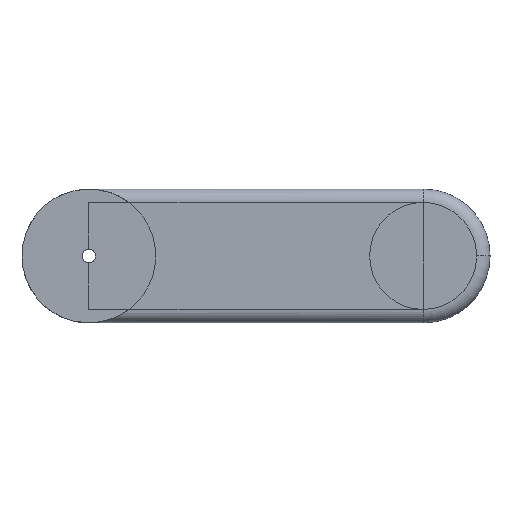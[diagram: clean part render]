
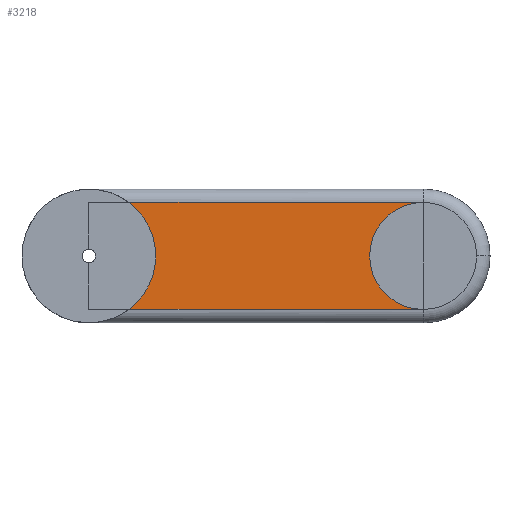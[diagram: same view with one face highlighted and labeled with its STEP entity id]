
A CAD part, top view. The second image highlights one B-rep face of the part: STEP entity #3218.
In plain terms, the highlighted planar face has unit normal (0, 0, 1).
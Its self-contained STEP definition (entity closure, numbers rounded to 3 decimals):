
#992 = VERTEX_POINT('',#993);
#993 = CARTESIAN_POINT('',(324.,-32.,136.));
#1053 = CYLINDRICAL_SURFACE('',#1054,8.);
#1054 = AXIS2_PLACEMENT_3D('',#1055,#1056,#1057);
#1055 = CARTESIAN_POINT('',(300.,-32.,128.));
#1056 = DIRECTION('',(1.,0.,0.));
#1057 = DIRECTION('',(0.,-1.,0.));
#1089 = VERTEX_POINT('',#1090);
#1090 = CARTESIAN_POINT('',(324.,32.,136.));
#1179 = CYLINDRICAL_SURFACE('',#1180,8.);
#1180 = AXIS2_PLACEMENT_3D('',#1181,#1182,#1183);
#1181 = CARTESIAN_POINT('',(300.,32.,128.));
#1182 = DIRECTION('',(1.,0.,0.));
#1183 = DIRECTION('',(0.,1.,0.));
#2356 = EDGE_CURVE('',#1089,#2357,#2359,.T.);
#2357 = VERTEX_POINT('',#2358);
#2358 = CARTESIAN_POINT('',(500.,32.,136.));
#2359 = SURFACE_CURVE('',#2360,(#2364,#2371),.PCURVE_S1.);
#2360 = LINE('',#2361,#2362);
#2361 = CARTESIAN_POINT('',(300.,32.,136.));
#2362 = VECTOR('',#2363,1.);
#2363 = DIRECTION('',(1.,0.,0.));
#2364 = PCURVE('',#1179,#2365);
#2365 = DEFINITIONAL_REPRESENTATION('',(#2366),#2370);
#2366 = LINE('',#2367,#2368);
#2367 = CARTESIAN_POINT('',(1.571,0.));
#2368 = VECTOR('',#2369,1.);
#2369 = DIRECTION('',(0.,1.));
#2370 = ( GEOMETRIC_REPRESENTATION_CONTEXT(2) 
PARAMETRIC_REPRESENTATION_CONTEXT() REPRESENTATION_CONTEXT('2D SPACE',''
  ) );
#2371 = PCURVE('',#2372,#2377);
#2372 = PLANE('',#2373);
#2373 = AXIS2_PLACEMENT_3D('',#2374,#2375,#2376);
#2374 = CARTESIAN_POINT('',(300.,-40.,136.));
#2375 = DIRECTION('',(0.,0.,1.));
#2376 = DIRECTION('',(1.,0.,0.));
#2377 = DEFINITIONAL_REPRESENTATION('',(#2378),#2382);
#2378 = LINE('',#2379,#2380);
#2379 = CARTESIAN_POINT('',(0.,72.));
#2380 = VECTOR('',#2381,1.);
#2381 = DIRECTION('',(1.,0.));
#2382 = ( GEOMETRIC_REPRESENTATION_CONTEXT(2) 
PARAMETRIC_REPRESENTATION_CONTEXT() REPRESENTATION_CONTEXT('2D SPACE',''
  ) );
#2432 = PLANE('',#2433);
#2433 = AXIS2_PLACEMENT_3D('',#2434,#2435,#2436);
#2434 = CARTESIAN_POINT('',(300.,0.,136.));
#2435 = DIRECTION('',(0.,0.,1.));
#2436 = DIRECTION('',(1.,0.,0.));
#2566 = EDGE_CURVE('',#992,#2567,#2569,.T.);
#2567 = VERTEX_POINT('',#2568);
#2568 = CARTESIAN_POINT('',(500.,-32.,136.));
#2569 = SURFACE_CURVE('',#2570,(#2574,#2581),.PCURVE_S1.);
#2570 = LINE('',#2571,#2572);
#2571 = CARTESIAN_POINT('',(300.,-32.,136.));
#2572 = VECTOR('',#2573,1.);
#2573 = DIRECTION('',(1.,0.,0.));
#2574 = PCURVE('',#1053,#2575);
#2575 = DEFINITIONAL_REPRESENTATION('',(#2576),#2580);
#2576 = LINE('',#2577,#2578);
#2577 = CARTESIAN_POINT('',(-1.571,0.));
#2578 = VECTOR('',#2579,1.);
#2579 = DIRECTION('',(-0.,1.));
#2580 = ( GEOMETRIC_REPRESENTATION_CONTEXT(2) 
PARAMETRIC_REPRESENTATION_CONTEXT() REPRESENTATION_CONTEXT('2D SPACE',''
  ) );
#2581 = PCURVE('',#2372,#2582);
#2582 = DEFINITIONAL_REPRESENTATION('',(#2583),#2587);
#2583 = LINE('',#2584,#2585);
#2584 = CARTESIAN_POINT('',(0.,8.));
#2585 = VECTOR('',#2586,1.);
#2586 = DIRECTION('',(1.,0.));
#2587 = ( GEOMETRIC_REPRESENTATION_CONTEXT(2) 
PARAMETRIC_REPRESENTATION_CONTEXT() REPRESENTATION_CONTEXT('2D SPACE',''
  ) );
#3218 = ADVANCED_FACE('',(#3219),#2372,.T.);
#3219 = FACE_BOUND('',#3220,.T.);
#3220 = EDGE_LOOP('',(#3221,#3245,#3246,#3273,#3274));
#3221 = ORIENTED_EDGE('',*,*,#3222,.F.);
#3222 = EDGE_CURVE('',#992,#3223,#3225,.T.);
#3223 = VERTEX_POINT('',#3224);
#3224 = CARTESIAN_POINT('',(340.,0.,136.));
#3225 = SURFACE_CURVE('',#3226,(#3231,#3238),.PCURVE_S1.);
#3226 = CIRCLE('',#3227,40.);
#3227 = AXIS2_PLACEMENT_3D('',#3228,#3229,#3230);
#3228 = CARTESIAN_POINT('',(300.,0.,136.));
#3229 = DIRECTION('',(0.,0.,1.));
#3230 = DIRECTION('',(1.,0.,0.));
#3231 = PCURVE('',#2372,#3232);
#3232 = DEFINITIONAL_REPRESENTATION('',(#3233),#3237);
#3233 = CIRCLE('',#3234,40.);
#3234 = AXIS2_PLACEMENT_2D('',#3235,#3236);
#3235 = CARTESIAN_POINT('',(0.,40.));
#3236 = DIRECTION('',(1.,0.));
#3237 = ( GEOMETRIC_REPRESENTATION_CONTEXT(2) 
PARAMETRIC_REPRESENTATION_CONTEXT() REPRESENTATION_CONTEXT('2D SPACE',''
  ) );
#3238 = PCURVE('',#2432,#3239);
#3239 = DEFINITIONAL_REPRESENTATION('',(#3240),#3244);
#3240 = CIRCLE('',#3241,40.);
#3241 = AXIS2_PLACEMENT_2D('',#3242,#3243);
#3242 = CARTESIAN_POINT('',(0.,0.));
#3243 = DIRECTION('',(1.,0.));
#3244 = ( GEOMETRIC_REPRESENTATION_CONTEXT(2) 
PARAMETRIC_REPRESENTATION_CONTEXT() REPRESENTATION_CONTEXT('2D SPACE',''
  ) );
#3245 = ORIENTED_EDGE('',*,*,#2566,.T.);
#3246 = ORIENTED_EDGE('',*,*,#3247,.F.);
#3247 = EDGE_CURVE('',#2357,#2567,#3248,.T.);
#3248 = SURFACE_CURVE('',#3249,(#3254,#3261),.PCURVE_S1.);
#3249 = CIRCLE('',#3250,32.);
#3250 = AXIS2_PLACEMENT_3D('',#3251,#3252,#3253);
#3251 = CARTESIAN_POINT('',(500.,0.,136.));
#3252 = DIRECTION('',(0.,0.,1.));
#3253 = DIRECTION('',(1.,0.,0.));
#3254 = PCURVE('',#2372,#3255);
#3255 = DEFINITIONAL_REPRESENTATION('',(#3256),#3260);
#3256 = CIRCLE('',#3257,32.);
#3257 = AXIS2_PLACEMENT_2D('',#3258,#3259);
#3258 = CARTESIAN_POINT('',(200.,40.));
#3259 = DIRECTION('',(1.,0.));
#3260 = ( GEOMETRIC_REPRESENTATION_CONTEXT(2) 
PARAMETRIC_REPRESENTATION_CONTEXT() REPRESENTATION_CONTEXT('2D SPACE',''
  ) );
#3261 = PCURVE('',#3262,#3267);
#3262 = PLANE('',#3263);
#3263 = AXIS2_PLACEMENT_3D('',#3264,#3265,#3266);
#3264 = CARTESIAN_POINT('',(300.,-40.,136.));
#3265 = DIRECTION('',(0.,0.,1.));
#3266 = DIRECTION('',(1.,0.,0.));
#3267 = DEFINITIONAL_REPRESENTATION('',(#3268),#3272);
#3268 = CIRCLE('',#3269,32.);
#3269 = AXIS2_PLACEMENT_2D('',#3270,#3271);
#3270 = CARTESIAN_POINT('',(200.,40.));
#3271 = DIRECTION('',(1.,0.));
#3272 = ( GEOMETRIC_REPRESENTATION_CONTEXT(2) 
PARAMETRIC_REPRESENTATION_CONTEXT() REPRESENTATION_CONTEXT('2D SPACE',''
  ) );
#3273 = ORIENTED_EDGE('',*,*,#2356,.F.);
#3274 = ORIENTED_EDGE('',*,*,#3275,.F.);
#3275 = EDGE_CURVE('',#3223,#1089,#3276,.T.);
#3276 = SURFACE_CURVE('',#3277,(#3282,#3289),.PCURVE_S1.);
#3277 = CIRCLE('',#3278,40.);
#3278 = AXIS2_PLACEMENT_3D('',#3279,#3280,#3281);
#3279 = CARTESIAN_POINT('',(300.,0.,136.));
#3280 = DIRECTION('',(0.,0.,1.));
#3281 = DIRECTION('',(1.,0.,0.));
#3282 = PCURVE('',#2372,#3283);
#3283 = DEFINITIONAL_REPRESENTATION('',(#3284),#3288);
#3284 = CIRCLE('',#3285,40.);
#3285 = AXIS2_PLACEMENT_2D('',#3286,#3287);
#3286 = CARTESIAN_POINT('',(0.,40.));
#3287 = DIRECTION('',(1.,0.));
#3288 = ( GEOMETRIC_REPRESENTATION_CONTEXT(2) 
PARAMETRIC_REPRESENTATION_CONTEXT() REPRESENTATION_CONTEXT('2D SPACE',''
  ) );
#3289 = PCURVE('',#2432,#3290);
#3290 = DEFINITIONAL_REPRESENTATION('',(#3291),#3295);
#3291 = CIRCLE('',#3292,40.);
#3292 = AXIS2_PLACEMENT_2D('',#3293,#3294);
#3293 = CARTESIAN_POINT('',(0.,0.));
#3294 = DIRECTION('',(1.,0.));
#3295 = ( GEOMETRIC_REPRESENTATION_CONTEXT(2) 
PARAMETRIC_REPRESENTATION_CONTEXT() REPRESENTATION_CONTEXT('2D SPACE',''
  ) );
